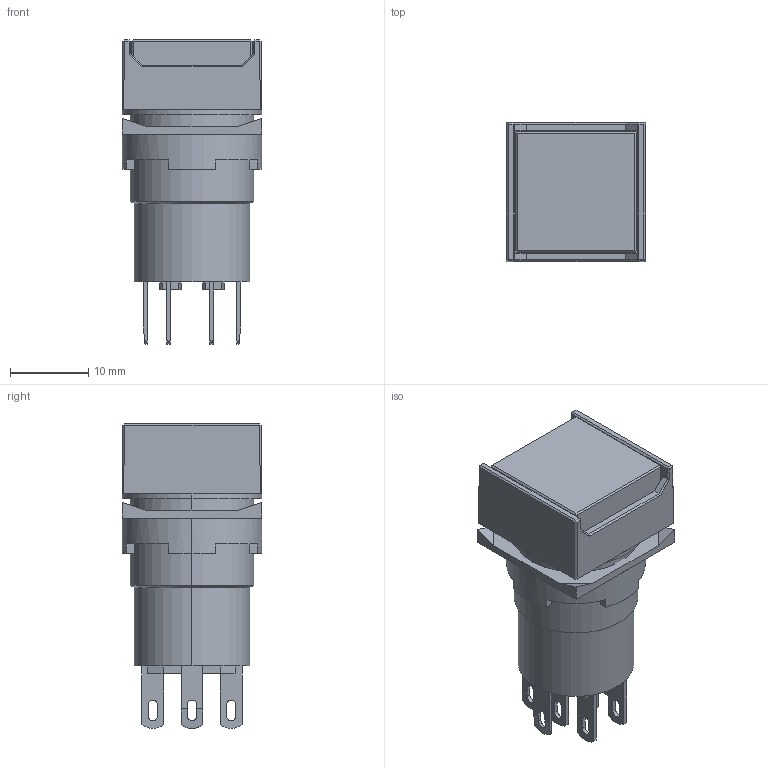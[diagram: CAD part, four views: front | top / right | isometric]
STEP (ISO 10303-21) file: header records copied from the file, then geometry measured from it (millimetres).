
FILE_DESCRIPTION (( 'STEP AP214' ), '1' );
FILE_NAME ('03_AL6Q-[M][A]x#(P)$.STEP', '2021-03-26T06:06:02', ( 'IDEC' ), ( 'IDEC' ), 'SwSTEP 2.0', 'SolidWorks 2019', '' );
FILE_SCHEMA (( 'AUTOMOTIVE_DESIGN' ));
Length unit declared in the file: millimetre
Products named in the file (4): A6-Operator-Square; 16-NUT-SET; A6-Ill-Body; 03_AL6Q-[M][A]x#(P)$
Assembly tree (3 placements, depth 2):
  03_AL6Q-[M][A]x#(P)$
    A6-Ill-Body
    A6-Operator-Square
    16-NUT-SET
Bounding box: 17.9 x 17.9 x 39 mm (x, y, z)
Volume: 7251.5 mm3; surface area: 4315.7 mm2
Topology: 3 solids, 3 shells, 218 faces, 570 edges, 364 vertices
Faces by surface type: plane 174, cylinder 42, cone 2
Entity records: 6780 total; most frequent: CARTESIAN_POINT 1170, ORIENTED_EDGE 1140, DIRECTION 1114, EDGE_CURVE 570, VECTOR 466, LINE 466, VERTEX_POINT 364, AXIS2_PLACEMENT_3D 324
